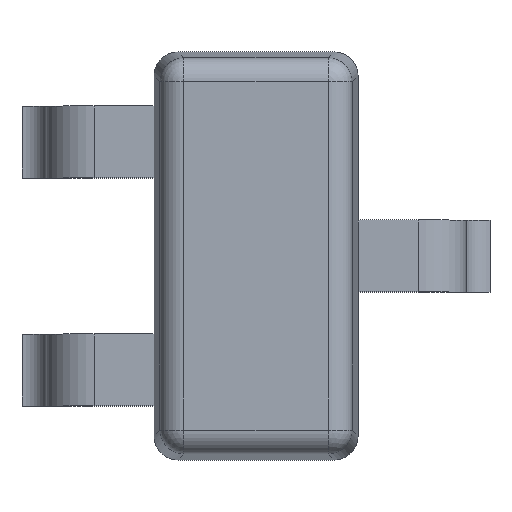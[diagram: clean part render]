
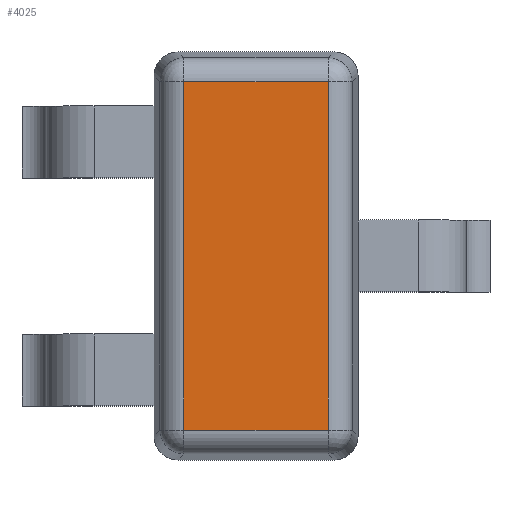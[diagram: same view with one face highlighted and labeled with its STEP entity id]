
A CAD part, top view. The second image highlights one B-rep face of the part: STEP entity #4025.
In plain terms, the highlighted planar face has unit normal (0, 0, 1).
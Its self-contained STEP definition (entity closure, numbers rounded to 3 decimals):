
#3234 = CYLINDRICAL_SURFACE('',#3235,0.1);
#3235 = AXIS2_PLACEMENT_3D('',#3236,#3237,#3238);
#3236 = CARTESIAN_POINT('',(0.124,0.034,0.7));
#3237 = DIRECTION('',(0.,1.,0.));
#3238 = DIRECTION('',(-0.995,0.,0.105));
#3355 = CYLINDRICAL_SURFACE('',#3356,0.1);
#3356 = AXIS2_PLACEMENT_3D('',#3357,#3358,#3359);
#3357 = CARTESIAN_POINT('',(0.034,0.124,0.7));
#3358 = DIRECTION('',(1.,0.,0.));
#3359 = DIRECTION('',(0.,-0.995,0.105));
#3476 = CYLINDRICAL_SURFACE('',#3477,0.1);
#3477 = AXIS2_PLACEMENT_3D('',#3478,#3479,#3480);
#3478 = CARTESIAN_POINT('',(0.034,1.576,0.7));
#3479 = DIRECTION('',(1.,0.,0.));
#3480 = DIRECTION('',(0.,0.995,0.105));
#3552 = CYLINDRICAL_SURFACE('',#3553,0.1);
#3553 = AXIS2_PLACEMENT_3D('',#3554,#3555,#3556);
#3554 = CARTESIAN_POINT('',(0.726,0.034,0.7));
#3555 = DIRECTION('',(0.,1.,0.));
#3556 = DIRECTION('',(0.995,0.,0.105));
#3660 = VERTEX_POINT('',#3661);
#3661 = CARTESIAN_POINT('',(0.124,0.124,0.8));
#3689 = EDGE_CURVE('',#3660,#3690,#3692,.T.);
#3690 = VERTEX_POINT('',#3691);
#3691 = CARTESIAN_POINT('',(0.124,1.576,0.8));
#3692 = SURFACE_CURVE('',#3693,(#3697,#3704),.PCURVE_S1.);
#3693 = LINE('',#3694,#3695);
#3694 = CARTESIAN_POINT('',(0.124,0.034,0.8));
#3695 = VECTOR('',#3696,1.);
#3696 = DIRECTION('',(0.,1.,0.));
#3697 = PCURVE('',#3234,#3698);
#3698 = DEFINITIONAL_REPRESENTATION('',(#3699),#3703);
#3699 = LINE('',#3700,#3701);
#3700 = CARTESIAN_POINT('',(1.466,0.));
#3701 = VECTOR('',#3702,1.);
#3702 = DIRECTION('',(0.,1.));
#3703 = ( GEOMETRIC_REPRESENTATION_CONTEXT(2) 
PARAMETRIC_REPRESENTATION_CONTEXT() REPRESENTATION_CONTEXT('2D SPACE',''
  ) );
#3704 = PCURVE('',#3705,#3710);
#3705 = PLANE('',#3706);
#3706 = AXIS2_PLACEMENT_3D('',#3707,#3708,#3709);
#3707 = CARTESIAN_POINT('',(0.,0.,0.8));
#3708 = DIRECTION('',(0.,0.,1.));
#3709 = DIRECTION('',(1.,0.,0.));
#3710 = DEFINITIONAL_REPRESENTATION('',(#3711),#3715);
#3711 = LINE('',#3712,#3713);
#3712 = CARTESIAN_POINT('',(0.124,0.034));
#3713 = VECTOR('',#3714,1.);
#3714 = DIRECTION('',(0.,1.));
#3715 = ( GEOMETRIC_REPRESENTATION_CONTEXT(2) 
PARAMETRIC_REPRESENTATION_CONTEXT() REPRESENTATION_CONTEXT('2D SPACE',''
  ) );
#3773 = VERTEX_POINT('',#3774);
#3774 = CARTESIAN_POINT('',(0.726,0.124,0.8));
#3794 = EDGE_CURVE('',#3660,#3773,#3795,.T.);
#3795 = SURFACE_CURVE('',#3796,(#3800,#3807),.PCURVE_S1.);
#3796 = LINE('',#3797,#3798);
#3797 = CARTESIAN_POINT('',(0.034,0.124,0.8));
#3798 = VECTOR('',#3799,1.);
#3799 = DIRECTION('',(1.,0.,0.));
#3800 = PCURVE('',#3355,#3801);
#3801 = DEFINITIONAL_REPRESENTATION('',(#3802),#3806);
#3802 = LINE('',#3803,#3804);
#3803 = CARTESIAN_POINT('',(4.817,0.));
#3804 = VECTOR('',#3805,1.);
#3805 = DIRECTION('',(0.,1.));
#3806 = ( GEOMETRIC_REPRESENTATION_CONTEXT(2) 
PARAMETRIC_REPRESENTATION_CONTEXT() REPRESENTATION_CONTEXT('2D SPACE',''
  ) );
#3807 = PCURVE('',#3705,#3808);
#3808 = DEFINITIONAL_REPRESENTATION('',(#3809),#3813);
#3809 = LINE('',#3810,#3811);
#3810 = CARTESIAN_POINT('',(0.034,0.124));
#3811 = VECTOR('',#3812,1.);
#3812 = DIRECTION('',(1.,0.));
#3813 = ( GEOMETRIC_REPRESENTATION_CONTEXT(2) 
PARAMETRIC_REPRESENTATION_CONTEXT() REPRESENTATION_CONTEXT('2D SPACE',''
  ) );
#3897 = EDGE_CURVE('',#3690,#3898,#3900,.T.);
#3898 = VERTEX_POINT('',#3899);
#3899 = CARTESIAN_POINT('',(0.726,1.576,0.8));
#3900 = SURFACE_CURVE('',#3901,(#3905,#3912),.PCURVE_S1.);
#3901 = LINE('',#3902,#3903);
#3902 = CARTESIAN_POINT('',(0.034,1.576,0.8));
#3903 = VECTOR('',#3904,1.);
#3904 = DIRECTION('',(1.,0.,0.));
#3905 = PCURVE('',#3476,#3906);
#3906 = DEFINITIONAL_REPRESENTATION('',(#3907),#3911);
#3907 = LINE('',#3908,#3909);
#3908 = CARTESIAN_POINT('',(1.466,0.));
#3909 = VECTOR('',#3910,1.);
#3910 = DIRECTION('',(0.,1.));
#3911 = ( GEOMETRIC_REPRESENTATION_CONTEXT(2) 
PARAMETRIC_REPRESENTATION_CONTEXT() REPRESENTATION_CONTEXT('2D SPACE',''
  ) );
#3912 = PCURVE('',#3705,#3913);
#3913 = DEFINITIONAL_REPRESENTATION('',(#3914),#3918);
#3914 = LINE('',#3915,#3916);
#3915 = CARTESIAN_POINT('',(0.034,1.576));
#3916 = VECTOR('',#3917,1.);
#3917 = DIRECTION('',(1.,0.));
#3918 = ( GEOMETRIC_REPRESENTATION_CONTEXT(2) 
PARAMETRIC_REPRESENTATION_CONTEXT() REPRESENTATION_CONTEXT('2D SPACE',''
  ) );
#3964 = EDGE_CURVE('',#3773,#3898,#3965,.T.);
#3965 = SURFACE_CURVE('',#3966,(#3970,#3977),.PCURVE_S1.);
#3966 = LINE('',#3967,#3968);
#3967 = CARTESIAN_POINT('',(0.726,0.034,0.8));
#3968 = VECTOR('',#3969,1.);
#3969 = DIRECTION('',(0.,1.,0.));
#3970 = PCURVE('',#3552,#3971);
#3971 = DEFINITIONAL_REPRESENTATION('',(#3972),#3976);
#3972 = LINE('',#3973,#3974);
#3973 = CARTESIAN_POINT('',(4.817,0.));
#3974 = VECTOR('',#3975,1.);
#3975 = DIRECTION('',(0.,1.));
#3976 = ( GEOMETRIC_REPRESENTATION_CONTEXT(2) 
PARAMETRIC_REPRESENTATION_CONTEXT() REPRESENTATION_CONTEXT('2D SPACE',''
  ) );
#3977 = PCURVE('',#3705,#3978);
#3978 = DEFINITIONAL_REPRESENTATION('',(#3979),#3983);
#3979 = LINE('',#3980,#3981);
#3980 = CARTESIAN_POINT('',(0.726,0.034));
#3981 = VECTOR('',#3982,1.);
#3982 = DIRECTION('',(0.,1.));
#3983 = ( GEOMETRIC_REPRESENTATION_CONTEXT(2) 
PARAMETRIC_REPRESENTATION_CONTEXT() REPRESENTATION_CONTEXT('2D SPACE',''
  ) );
#4025 = ADVANCED_FACE('',(#4026),#3705,.T.);
#4026 = FACE_BOUND('',#4027,.T.);
#4027 = EDGE_LOOP('',(#4028,#4029,#4030,#4031));
#4028 = ORIENTED_EDGE('',*,*,#3689,.F.);
#4029 = ORIENTED_EDGE('',*,*,#3794,.T.);
#4030 = ORIENTED_EDGE('',*,*,#3964,.T.);
#4031 = ORIENTED_EDGE('',*,*,#3897,.F.);
